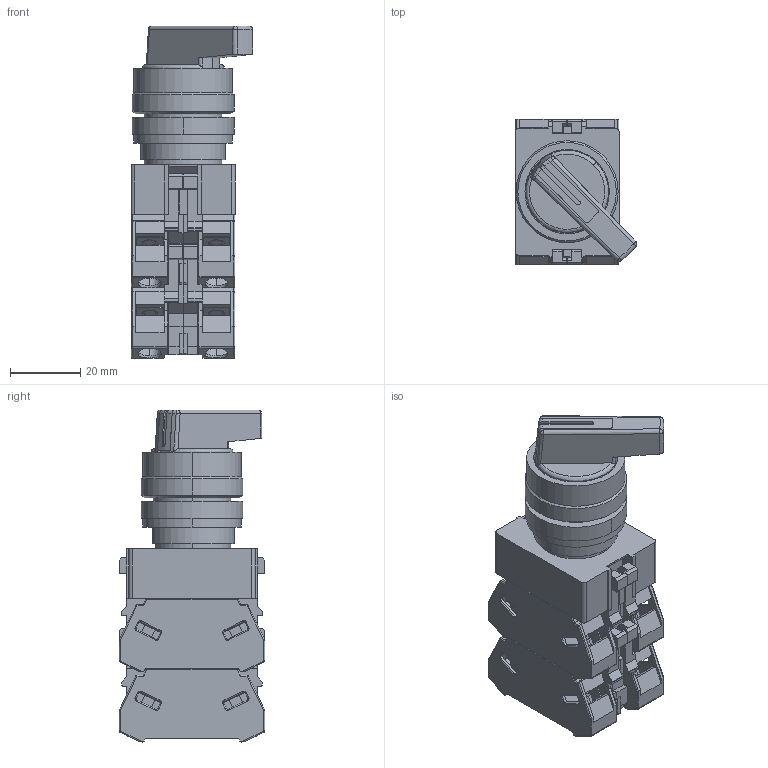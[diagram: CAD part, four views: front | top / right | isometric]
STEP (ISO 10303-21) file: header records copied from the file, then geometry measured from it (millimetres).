
FILE_DESCRIPTION (( 'STEP AP214' ), '1' );
FILE_NAME ('40_ASW[2][3]$Lxx.STEP', '2021-01-15T08:01:47', ( 'IDEC' ), ( 'IDEC' ), 'SwSTEP 2.0', 'SolidWorks 2019', '' );
FILE_SCHEMA (( 'AUTOMOTIVE_DESIGN' ));
Length unit declared in the file: millimetre
Products named in the file (8): TW-BODY2; TW-SELECTOR-L-HANDLE; HW-Uxx(R); TW-L-HANDLE; TW-RING; 40_ASW[2][3]$Lxx; TW-SELECTOR-HANDLE-CAP; TW-ADJUSTMENT-RING
Assembly tree (10 placements, depth 3):
  40_ASW[2][3]$Lxx
    TW-BODY2
    TW-SELECTOR-L-HANDLE
      TW-L-HANDLE
      TW-SELECTOR-HANDLE-CAP
    TW-RING
    TW-ADJUSTMENT-RING
    HW-Uxx(R)  x4
Bounding box: 34.64 x 41.4 x 94.4 mm (x, y, z)
Volume: 68866.9 mm3; surface area: 32173.2 mm2
Topology: 9 solids, 9 shells, 1250 faces, 3431 edges, 2196 vertices
Faces by surface type: plane 748, cylinder 316, bspline 163, cone 23
Entity records: 15691 total; most frequent: CARTESIAN_POINT 4379, ORIENTED_EDGE 2414, DIRECTION 2156, EDGE_CURVE 1207, LINE 856, VECTOR 856, VERTEX_POINT 780, AXIS2_PLACEMENT_3D 650
